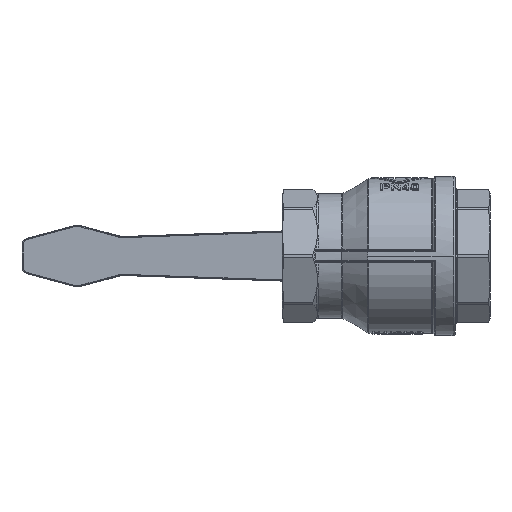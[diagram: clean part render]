
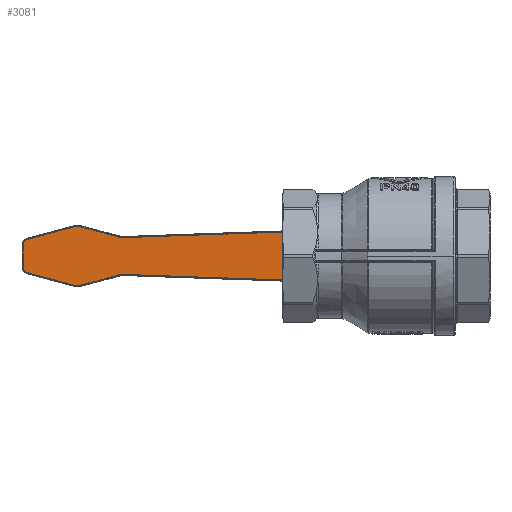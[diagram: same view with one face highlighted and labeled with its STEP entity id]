
A CAD part, front view. The second image highlights one B-rep face of the part: STEP entity #3081.
In plain terms, the highlighted planar face has unit normal (-0.035, -0.999, 0).
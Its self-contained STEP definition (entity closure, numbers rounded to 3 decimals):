
#3081=ADVANCED_FACE('',(#6520),#6521,.F.);
#6520=FACE_OUTER_BOUND('',#13866,.T.);
#6521=PLANE('',#13867);
#13866=EDGE_LOOP('',(#22865,#22866,#22867,#22868,#22869,#22870,#22871,#22872,#22873,#22874,#22875,#22876,#22877,#22878));
#13867=AXIS2_PLACEMENT_3D('',#22879,#22880,#22881);
#22865=ORIENTED_EDGE('',*,*,#25650,.F.);
#22866=ORIENTED_EDGE('',*,*,#28878,.F.);
#22867=ORIENTED_EDGE('',*,*,#25685,.F.);
#22868=ORIENTED_EDGE('',*,*,#28879,.F.);
#22869=ORIENTED_EDGE('',*,*,#25680,.F.);
#22870=ORIENTED_EDGE('',*,*,#28880,.F.);
#22871=ORIENTED_EDGE('',*,*,#25675,.F.);
#22872=ORIENTED_EDGE('',*,*,#25669,.F.);
#22873=ORIENTED_EDGE('',*,*,#25665,.F.);
#22874=ORIENTED_EDGE('',*,*,#28881,.F.);
#22875=ORIENTED_EDGE('',*,*,#25660,.F.);
#22876=ORIENTED_EDGE('',*,*,#28882,.F.);
#22877=ORIENTED_EDGE('',*,*,#25655,.F.);
#22878=ORIENTED_EDGE('',*,*,#28883,.F.);
#22879=CARTESIAN_POINT('',(-58.668,116.359,1.157));
#22880=DIRECTION('',(0.035,0.999,0.));
#22881=DIRECTION('',(0.,0.,-1.0));
#25650=EDGE_CURVE('',#30032,#30148,#30149,.T.);
#25655=EDGE_CURVE('',#30155,#30157,#30158,.T.);
#25660=EDGE_CURVE('',#30164,#30166,#30167,.T.);
#25665=EDGE_CURVE('',#30173,#30175,#30176,.T.);
#25669=EDGE_CURVE('',#30175,#30181,#30182,.T.);
#25675=EDGE_CURVE('',#30181,#30191,#30192,.T.);
#25680=EDGE_CURVE('',#30198,#30200,#30201,.T.);
#25685=EDGE_CURVE('',#30206,#30047,#30208,.T.);
#28878=EDGE_CURVE('',#30047,#30032,#34868,.T.);
#28879=EDGE_CURVE('',#30200,#30206,#34869,.T.);
#28880=EDGE_CURVE('',#30191,#30198,#34870,.T.);
#28881=EDGE_CURVE('',#30166,#30173,#34871,.T.);
#28882=EDGE_CURVE('',#30157,#30164,#34872,.T.);
#28883=EDGE_CURVE('',#30148,#30155,#34873,.T.);
#30032=VERTEX_POINT('',#36577);
#30047=VERTEX_POINT('',#36592);
#30148=VERTEX_POINT('',#36714);
#30149=LINE('',#36715,#36716);
#30155=VERTEX_POINT('',#36723);
#30157=VERTEX_POINT('',#36725);
#30158=LINE('',#36726,#36727);
#30164=VERTEX_POINT('',#36734);
#30166=VERTEX_POINT('',#36736);
#30167=LINE('',#36737,#36738);
#30173=VERTEX_POINT('',#36745);
#30175=VERTEX_POINT('',#36747);
#30176=LINE('',#36748,#36749);
#30181=VERTEX_POINT('',#36754);
#30182=CIRCLE('',#36755,2.509);
#30191=VERTEX_POINT('',#36765);
#30192=LINE('',#36766,#36767);
#30198=VERTEX_POINT('',#36774);
#30200=VERTEX_POINT('',#36776);
#30201=LINE('',#36777,#36778);
#30206=VERTEX_POINT('',#36784);
#30208=LINE('',#36786,#36787);
#34868=LINE('',#48063,#48064);
#34869=CIRCLE('',#48065,1.507);
#34870=CIRCLE('',#48066,2.507);
#34871=CIRCLE('',#48067,2.509);
#34872=CIRCLE('',#48068,2.507);
#34873=CIRCLE('',#48069,1.507);
#36577=CARTESIAN_POINT('',(-42.483,115.794,-10.46));
#36592=CARTESIAN_POINT('',(-42.485,115.794,10.454));
#36714=CARTESIAN_POINT('',(-114.687,118.315,-7.942));
#36715=CARTESIAN_POINT('',(-35.854,115.562,-10.692));
#36716=VECTOR('',#50833,72.291);
#36723=CARTESIAN_POINT('',(-115.129,118.331,-7.993));
#36725=CARTESIAN_POINT('',(-133.279,118.965,-12.86));
#36726=CARTESIAN_POINT('',(-96.723,117.688,-3.056));
#36727=VECTOR('',#50841,18.802);
#36734=CARTESIAN_POINT('',(-134.576,119.01,-12.86));
#36736=CARTESIAN_POINT('',(-155.555,119.742,-7.237));
#36737=CARTESIAN_POINT('',(-111.404,118.201,-19.071));
#36738=VECTOR('',#50849,21.732);
#36745=CARTESIAN_POINT('',(-157.414,119.807,-4.814));
#36747=CARTESIAN_POINT('',(-157.414,119.807,4.793));
#36748=CARTESIAN_POINT('',(-157.414,119.807,2.971));
#36749=VECTOR('',#50857,9.606);
#36754=CARTESIAN_POINT('',(-155.556,119.742,7.216));
#36755=AXIS2_PLACEMENT_3D('',#50864,#50865,#50866);
#36765=CARTESIAN_POINT('',(-134.578,119.01,12.842));
#36766=CARTESIAN_POINT('',(-100.627,117.824,21.947));
#36767=VECTOR('',#50877,21.732);
#36774=CARTESIAN_POINT('',(-133.281,118.965,12.842));
#36776=CARTESIAN_POINT('',(-115.13,118.331,7.977));
#36777=CARTESIAN_POINT('',(-87.938,117.381,0.688));
#36778=VECTOR('',#50885,18.802);
#36784=CARTESIAN_POINT('',(-114.688,118.315,7.927));
#36786=CARTESIAN_POINT('',(-35.686,115.557,10.692));
#36787=VECTOR('',#50893,72.291);
#48063=CARTESIAN_POINT('',(-42.484,115.794,0.578));
#48064=VECTOR('',#53843,20.915);
#48065=AXIS2_PLACEMENT_3D('',#53844,#53845,#53846);
#48066=AXIS2_PLACEMENT_3D('',#53847,#53848,#53849);
#48067=AXIS2_PLACEMENT_3D('',#53850,#53851,#53852);
#48068=AXIS2_PLACEMENT_3D('',#53853,#53854,#53855);
#48069=AXIS2_PLACEMENT_3D('',#53856,#53857,#53858);
#50833=DIRECTION('',(-0.999,0.035,0.035));
#50841=DIRECTION('',(-0.965,0.034,-0.259));
#50849=DIRECTION('',(-0.965,0.034,0.259));
#50857=DIRECTION('',(0.,0.,1.));
#50864=CARTESIAN_POINT('',(-154.907,119.72,4.793));
#50865=DIRECTION('',(0.035,0.999,0.));
#50866=DIRECTION('',(-0.793,0.028,0.609));
#50877=DIRECTION('',(0.965,-0.034,0.259));
#50885=DIRECTION('',(0.965,-0.034,-0.259));
#50893=DIRECTION('',(0.999,-0.035,0.035));
#53843=DIRECTION('',(0.,0.,-1.));
#53844=CARTESIAN_POINT('',(-114.741,118.317,9.432));
#53845=DIRECTION('',(-0.035,-0.999,0.));
#53846=DIRECTION('',(-0.113,0.004,-0.994));
#53847=CARTESIAN_POINT('',(-133.929,118.987,10.421));
#53848=DIRECTION('',(0.035,0.999,0.));
#53849=DIRECTION('',(0.,0.,1.));
#53850=CARTESIAN_POINT('',(-154.906,119.72,-4.813));
#53851=DIRECTION('',(0.035,0.999,0.));
#53852=DIRECTION('',(-0.793,0.028,-0.609));
#53853=CARTESIAN_POINT('',(-133.928,118.987,-10.439));
#53854=DIRECTION('',(0.035,0.999,0.));
#53855=DIRECTION('',(0.,0.,-1.));
#53856=CARTESIAN_POINT('',(-114.74,118.317,-9.448));
#53857=DIRECTION('',(-0.035,-0.999,0.));
#53858=DIRECTION('',(-0.113,0.004,0.994));
